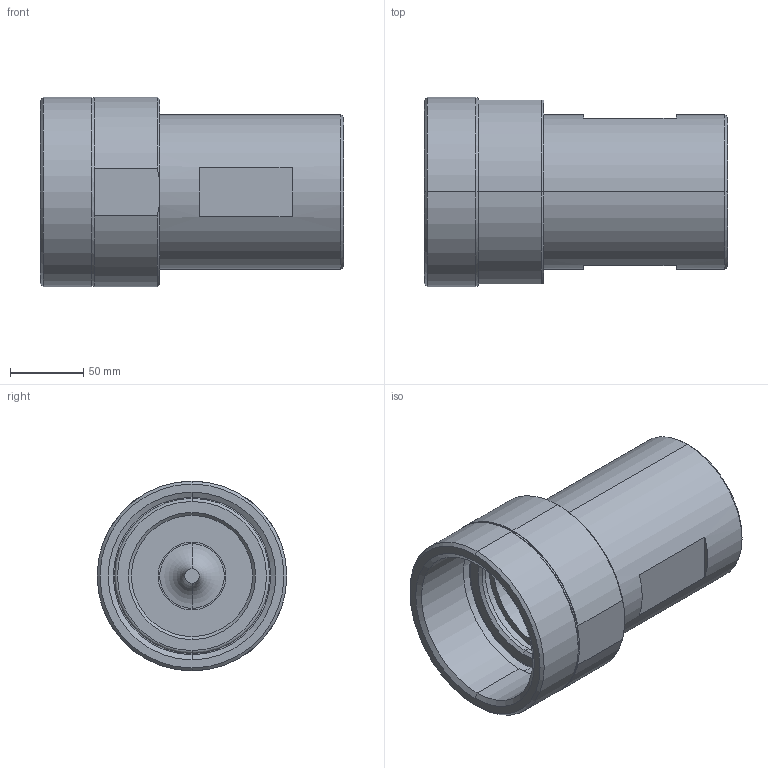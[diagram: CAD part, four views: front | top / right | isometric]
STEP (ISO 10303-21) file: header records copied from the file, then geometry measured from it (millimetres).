
FILE_DESCRIPTION (( 'STEP AP214' ), '1' );
FILE_NAME ('BH50.1108_IC_JV.STEP', '2016-10-12T14:16:39', ( '' ), ( '' ), 'SwSTEP 2.0', 'SolidWorks 2016', '' );
FILE_SCHEMA (( 'AUTOMOTIVE_DESIGN' ));
Length unit declared in the file: millimetre
Products named in the file (1): BH50.1108_IC_JV
Bounding box: 206.23 x 129.16 x 129.16 mm (x, y, z)
Volume: 1320243.5 mm3; surface area: 153891 mm2
Topology: 1 solids, 1 shells, 87 faces, 179 edges, 105 vertices
Faces by surface type: cylinder 33, cone 23, plane 23, torus 8
Entity records: 2330 total; most frequent: DIRECTION 454, CARTESIAN_POINT 384, ORIENTED_EDGE 358, AXIS2_PLACEMENT_3D 191, EDGE_CURVE 179, VERTEX_POINT 105, CIRCLE 103, EDGE_LOOP 98
